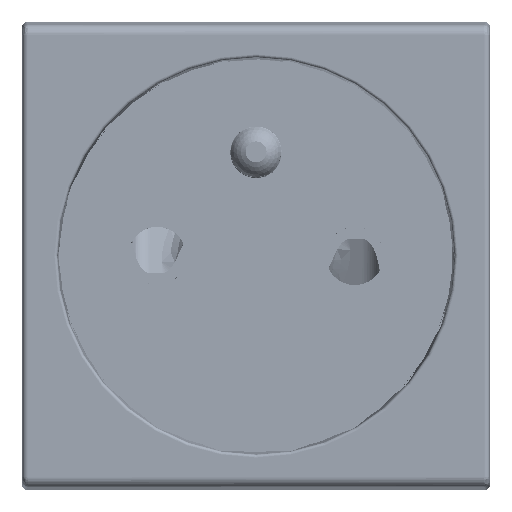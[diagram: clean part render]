
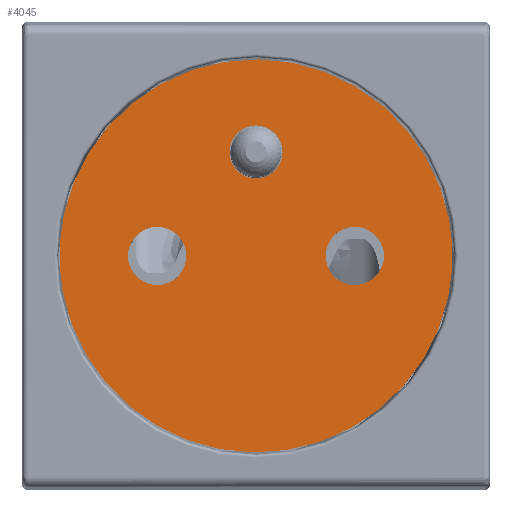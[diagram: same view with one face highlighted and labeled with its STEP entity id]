
A CAD part, top view. The second image highlights one B-rep face of the part: STEP entity #4045.
In plain terms, the highlighted planar face has unit normal (0, 0, 1).
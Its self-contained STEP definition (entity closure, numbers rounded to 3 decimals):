
#3940=AXIS2_PLACEMENT_3D('Circle Axis2P3D',#3938,#3939,$) ;
#3964=AXIS2_PLACEMENT_3D('Plane Axis2P3D',#3961,#3962,#3963) ;
#3968=AXIS2_PLACEMENT_3D('Circle Axis2P3D',#3966,#3967,$) ;
#3975=AXIS2_PLACEMENT_3D('Circle Axis2P3D',#3973,#3974,$) ;
#3982=AXIS2_PLACEMENT_3D('Circle Axis2P3D',#3980,#3981,$) ;
#3993=AXIS2_PLACEMENT_3D('Circle Axis2P3D',#3991,#3992,$) ;
#4002=AXIS2_PLACEMENT_3D('Circle Axis2P3D',#4000,#4001,$) ;
#4011=AXIS2_PLACEMENT_3D('Circle Axis2P3D',#4009,#4010,$) ;
#4020=AXIS2_PLACEMENT_3D('Circle Axis2P3D',#4018,#4019,$) ;
#4029=AXIS2_PLACEMENT_3D('Circle Axis2P3D',#4027,#4028,$) ;
#4038=AXIS2_PLACEMENT_3D('Circle Axis2P3D',#4036,#4037,$) ;
#3935=CARTESIAN_POINT('Vertex',(-18.582,-3.45,0.)) ;
#3938=CARTESIAN_POINT('Axis2P3D Location',(0.,0.,0.)) ;
#3942=CARTESIAN_POINT('Vertex',(-18.483,3.95,0.)) ;
#3961=CARTESIAN_POINT('Axis2P3D Location',(0.,0.,0.)) ;
#3966=CARTESIAN_POINT('Axis2P3D Location',(0.,0.,0.)) ;
#3970=CARTESIAN_POINT('Vertex',(18.483,-3.95,0.)) ;
#3973=CARTESIAN_POINT('Axis2P3D Location',(0.,0.,0.)) ;
#3977=CARTESIAN_POINT('Vertex',(18.582,3.45,0.)) ;
#3980=CARTESIAN_POINT('Axis2P3D Location',(0.,0.,0.)) ;
#3991=CARTESIAN_POINT('Axis2P3D Location',(9.5,0.,0.)) ;
#3995=CARTESIAN_POINT('Vertex',(12.3,0.,0.)) ;
#3997=CARTESIAN_POINT('Vertex',(6.7,0.,0.)) ;
#4000=CARTESIAN_POINT('Axis2P3D Location',(9.5,0.,0.)) ;
#4009=CARTESIAN_POINT('Axis2P3D Location',(-9.5,0.,0.)) ;
#4013=CARTESIAN_POINT('Vertex',(-6.7,0.,0.)) ;
#4015=CARTESIAN_POINT('Vertex',(-12.3,0.,0.)) ;
#4018=CARTESIAN_POINT('Axis2P3D Location',(-9.5,0.,0.)) ;
#4027=CARTESIAN_POINT('Axis2P3D Location',(0.,10.,0.)) ;
#4031=CARTESIAN_POINT('Vertex',(-1.223,12.238,0.)) ;
#4033=CARTESIAN_POINT('Vertex',(1.223,7.762,0.)) ;
#4036=CARTESIAN_POINT('Axis2P3D Location',(0.,10.,0.)) ;
#3939=DIRECTION('Axis2P3D Direction',(0.,0.,-1.)) ;
#3962=DIRECTION('Axis2P3D Direction',(0.,0.,-1.)) ;
#3963=DIRECTION('Axis2P3D XDirection',(-1.,0.,0.)) ;
#3967=DIRECTION('Axis2P3D Direction',(0.,0.,-1.)) ;
#3974=DIRECTION('Axis2P3D Direction',(0.,0.,-1.)) ;
#3981=DIRECTION('Axis2P3D Direction',(0.,0.,-1.)) ;
#3992=DIRECTION('Axis2P3D Direction',(0.,0.,-1.)) ;
#4001=DIRECTION('Axis2P3D Direction',(0.,0.,-1.)) ;
#4010=DIRECTION('Axis2P3D Direction',(0.,0.,-1.)) ;
#4019=DIRECTION('Axis2P3D Direction',(0.,0.,-1.)) ;
#4028=DIRECTION('Axis2P3D Direction',(0.,0.,-1.)) ;
#4037=DIRECTION('Axis2P3D Direction',(0.,0.,-1.)) ;
#3986=ORIENTED_EDGE('',*,*,#3972,.T.) ;
#3987=ORIENTED_EDGE('',*,*,#3979,.T.) ;
#3988=ORIENTED_EDGE('',*,*,#3984,.T.) ;
#3989=ORIENTED_EDGE('',*,*,#3944,.T.) ;
#4006=ORIENTED_EDGE('',*,*,#3999,.T.) ;
#4007=ORIENTED_EDGE('',*,*,#4004,.T.) ;
#4024=ORIENTED_EDGE('',*,*,#4017,.T.) ;
#4025=ORIENTED_EDGE('',*,*,#4022,.T.) ;
#4042=ORIENTED_EDGE('',*,*,#4035,.F.) ;
#4043=ORIENTED_EDGE('',*,*,#4040,.F.) ;
#4008=FACE_BOUND('',#4005,.T.) ;
#4026=FACE_BOUND('',#4023,.T.) ;
#4044=FACE_BOUND('',#4041,.T.) ;
#4045=ADVANCED_FACE('GE00123_A.1\\piston',(#3990,#4008,#4026,#4044),#3965,.F.) ;
#3941=CIRCLE('generated circle',#3940,18.9) ;
#3969=CIRCLE('generated circle',#3968,18.9) ;
#3976=CIRCLE('generated circle',#3975,18.9) ;
#3983=CIRCLE('generated circle',#3982,18.9) ;
#3994=CIRCLE('generated circle',#3993,2.8) ;
#4003=CIRCLE('generated circle',#4002,2.8) ;
#4012=CIRCLE('generated circle',#4011,2.8) ;
#4021=CIRCLE('generated circle',#4020,2.8) ;
#4030=CIRCLE('generated circle',#4029,2.55) ;
#4039=CIRCLE('generated circle',#4038,2.55) ;
#3944=EDGE_CURVE('',#3943,#3936,#3941,.F.) ;
#3972=EDGE_CURVE('',#3936,#3971,#3969,.F.) ;
#3979=EDGE_CURVE('',#3971,#3978,#3976,.F.) ;
#3984=EDGE_CURVE('',#3978,#3943,#3983,.F.) ;
#3999=EDGE_CURVE('',#3996,#3998,#3994,.T.) ;
#4004=EDGE_CURVE('',#3998,#3996,#4003,.T.) ;
#4017=EDGE_CURVE('',#4014,#4016,#4012,.T.) ;
#4022=EDGE_CURVE('',#4016,#4014,#4021,.T.) ;
#4035=EDGE_CURVE('',#4032,#4034,#4030,.F.) ;
#4040=EDGE_CURVE('',#4034,#4032,#4039,.F.) ;
#3985=EDGE_LOOP('',(#3986,#3987,#3988,#3989)) ;
#4005=EDGE_LOOP('',(#4006,#4007)) ;
#4023=EDGE_LOOP('',(#4024,#4025)) ;
#4041=EDGE_LOOP('',(#4042,#4043)) ;
#3990=FACE_OUTER_BOUND('',#3985,.T.) ;
#3965=PLANE('',#3964) ;
#3936=VERTEX_POINT('',#3935) ;
#3943=VERTEX_POINT('',#3942) ;
#3971=VERTEX_POINT('',#3970) ;
#3978=VERTEX_POINT('',#3977) ;
#3996=VERTEX_POINT('',#3995) ;
#3998=VERTEX_POINT('',#3997) ;
#4014=VERTEX_POINT('',#4013) ;
#4016=VERTEX_POINT('',#4015) ;
#4032=VERTEX_POINT('',#4031) ;
#4034=VERTEX_POINT('',#4033) ;
